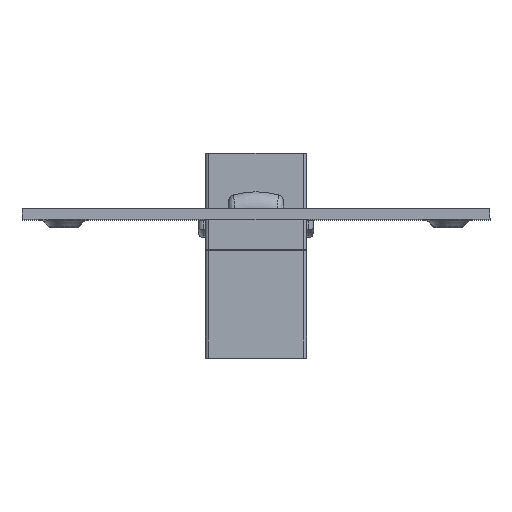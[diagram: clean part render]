
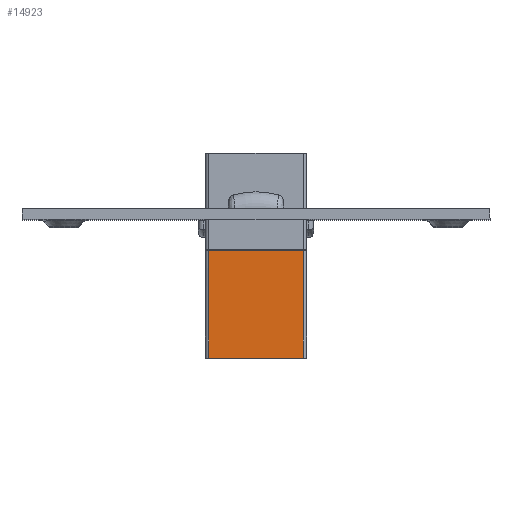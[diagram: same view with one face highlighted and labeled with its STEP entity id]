
A CAD part, top view. The second image highlights one B-rep face of the part: STEP entity #14923.
In plain terms, the highlighted face is planar.
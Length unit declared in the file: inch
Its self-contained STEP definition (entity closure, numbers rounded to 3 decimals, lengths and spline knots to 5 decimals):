
#86 = LINE ( 'NONE', #2200, #3360 ) ;
#537 = LINE ( 'NONE', #11104, #3417 ) ;
#2200 = CARTESIAN_POINT ( 'NONE',  ( -0.26969, 0.58661, -0.3189 ) ) ;
#2689 = DIRECTION ( 'NONE',  ( -1., 0., 0. ) ) ;
#3146 = CARTESIAN_POINT ( 'NONE',  ( -0.28937, 0.58661, -0.3189 ) ) ;
#3360 = VECTOR ( 'NONE', #5866, 39.37008 ) ;
#3417 = VECTOR ( 'NONE', #2689, 39.37008 ) ;
#3422 = DIRECTION ( 'NONE',  ( 0., -1., 0. ) ) ;
#3895 = VERTEX_POINT ( 'NONE', #10228 ) ;
#4033 = EDGE_CURVE ( 'NONE', #14708, #3895, #10878, .T. ) ;
#4121 = EDGE_CURVE ( 'NONE', #3895, #9076, #86, .T. ) ;
#4231 = ORIENTED_EDGE ( 'NONE', *, *, #4406, .T. ) ;
#4406 = EDGE_CURVE ( 'NONE', #13887, #14708, #15240, .T. ) ;
#4721 = EDGE_CURVE ( 'NONE', #13887, #9076, #537, .T. ) ;
#4920 = VECTOR ( 'NONE', #11663, 39.37008 ) ;
#5866 = DIRECTION ( 'NONE',  ( 0., 1., 0. ) ) ;
#6366 = CARTESIAN_POINT ( 'NONE',  ( 0.26969, -0.58661, -0.3189 ) ) ;
#6679 = AXIS2_PLACEMENT_3D ( 'NONE', #3146, #13998, #6768 ) ;
#6768 = DIRECTION ( 'NONE',  ( 1., 0., 0. ) ) ;
#6989 = CARTESIAN_POINT ( 'NONE',  ( 0.26969, 0.58661, -0.3189 ) ) ;
#8289 = ORIENTED_EDGE ( 'NONE', *, *, #4033, .T. ) ;
#8823 = VECTOR ( 'NONE', #3422, 39.37008 ) ;
#9076 = VERTEX_POINT ( 'NONE', #15081 ) ;
#9136 = PLANE ( 'NONE',  #6679 ) ;
#10228 = CARTESIAN_POINT ( 'NONE',  ( -0.26969, -0.58661, -0.3189 ) ) ;
#10714 = CARTESIAN_POINT ( 'NONE',  ( 0.26969, 0.03168, -0.3189 ) ) ;
#10878 = LINE ( 'NONE', #12867, #4920 ) ;
#11104 = CARTESIAN_POINT ( 'NONE',  ( 0.278, 0.03168, -0.3189 ) ) ;
#11663 = DIRECTION ( 'NONE',  ( -1., 0., 0. ) ) ;
#11942 = ORIENTED_EDGE ( 'NONE', *, *, #4121, .T. ) ;
#12025 = ORIENTED_EDGE ( 'NONE', *, *, #4721, .F. ) ;
#12867 = CARTESIAN_POINT ( 'NONE',  ( -0.28937, -0.58661, -0.3189 ) ) ;
#13887 = VERTEX_POINT ( 'NONE', #10714 ) ;
#13998 = DIRECTION ( 'NONE',  ( 0., 0., 1. ) ) ;
#14708 = VERTEX_POINT ( 'NONE', #6366 ) ;
#14923 = ADVANCED_FACE ( 'NONE', ( #15506 ), #9136, .F. ) ;
#15016 = EDGE_LOOP ( 'NONE', ( #8289, #11942, #12025, #4231 ) ) ;
#15081 = CARTESIAN_POINT ( 'NONE',  ( -0.26969, 0.03168, -0.3189 ) ) ;
#15240 = LINE ( 'NONE', #6989, #8823 ) ;
#15506 = FACE_OUTER_BOUND ( 'NONE', #15016, .T. ) ;
